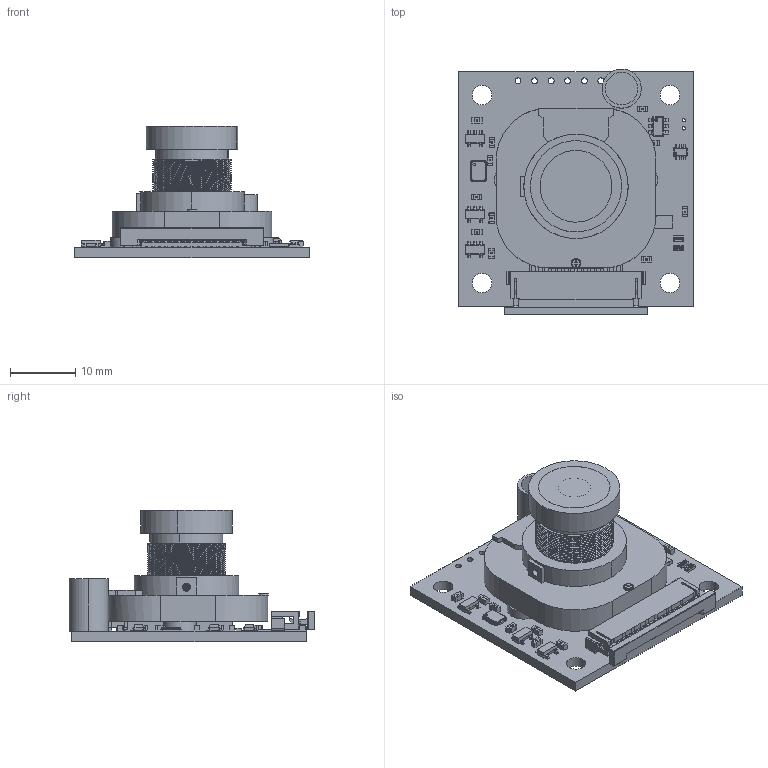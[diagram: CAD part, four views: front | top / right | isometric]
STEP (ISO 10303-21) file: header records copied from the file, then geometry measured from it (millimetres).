
FILE_DESCRIPTION (( 'STEP AP214' ), '1' );
FILE_NAME ('B0154 3d.STEP', '2020-10-26T06:34:07', ( '' ), ( '' ), 'SwSTEP 2.0', 'SolidWorks 2020', '' );
FILE_SCHEMA (( 'AUTOMOTIVE_DESIGN' ));
Length unit declared in the file: millimetre
Products named in the file (1): B0154 3d
Bounding box: 36 x 37.7 x 20.11 mm (x, y, z)
Volume: 6722.7 mm3; surface area: 8274.5 mm2
Topology: 51 solids, 51 shells, 2707 faces, 7264 edges, 4546 vertices
Faces by surface type: plane 1591, cylinder 568, bspline 410, sphere 128, torus 8, cone 2
Entity records: 146428 total; most frequent: CARTESIAN_POINT 51735, ORIENTED_EDGE 14256, DIRECTION 11791, EDGE_CURVE 7128, LINE 5179, VECTOR 5179, VERTEX_POINT 4546, AXIS2_PLACEMENT_3D 3306
